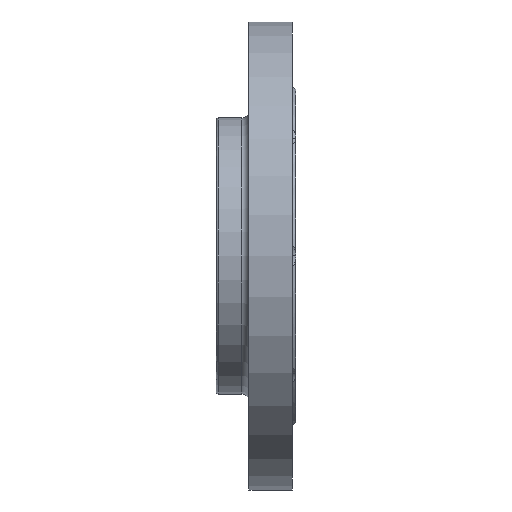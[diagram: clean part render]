
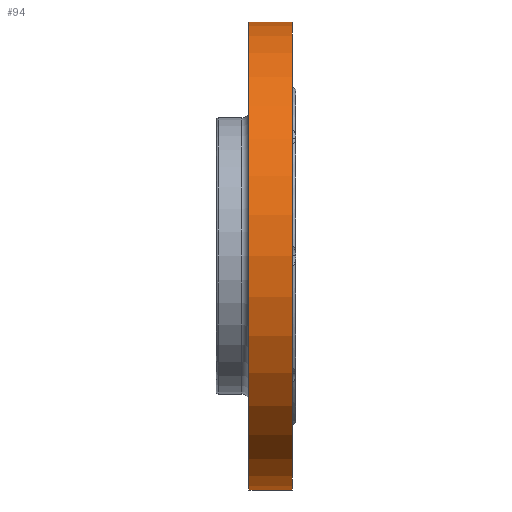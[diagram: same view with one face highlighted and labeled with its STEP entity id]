
A CAD part, left-side view. The second image highlights one B-rep face of the part: STEP entity #94.
In plain terms, the highlighted cylindrical face has radius 100 mm (diameter 200 mm), a partial arc.
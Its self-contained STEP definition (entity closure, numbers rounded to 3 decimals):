
#7 = CARTESIAN_POINT ( 'NONE',  ( 0., 20., 0. ) ) ;
#27 = VERTEX_POINT ( 'NONE', #1332 ) ;
#34 = VECTOR ( 'NONE', #392, 1000. ) ;
#41 = EDGE_CURVE ( 'NONE', #90, #1487, #1568, .T. ) ;
#90 = VERTEX_POINT ( 'NONE', #852 ) ;
#94 = ADVANCED_FACE ( 'NONE', ( #1359 ), #1610, .T. ) ;
#139 = VERTEX_POINT ( 'NONE', #489 ) ;
#252 = ORIENTED_EDGE ( 'NONE', *, *, #518, .T. ) ;
#269 = DIRECTION ( 'NONE',  ( 0., 0., 1. ) ) ;
#392 = DIRECTION ( 'NONE',  ( 0., 1., 0. ) ) ;
#403 = CIRCLE ( 'NONE', #1328, 100. ) ;
#414 = DIRECTION ( 'NONE',  ( 0., 1., 0. ) ) ;
#467 = CARTESIAN_POINT ( 'NONE',  ( 0., 84.699, 100. ) ) ;
#489 = CARTESIAN_POINT ( 'NONE',  ( 0., 1.5, -100. ) ) ;
#506 = ORIENTED_EDGE ( 'NONE', *, *, #41, .T. ) ;
#518 = EDGE_CURVE ( 'NONE', #139, #90, #403, .T. ) ;
#522 = DIRECTION ( 'NONE',  ( 0., 0., 1. ) ) ;
#601 = DIRECTION ( 'NONE',  ( 0., 1., 0. ) ) ;
#641 = DIRECTION ( 'NONE',  ( 0., 0., 1. ) ) ;
#659 = CARTESIAN_POINT ( 'NONE',  ( 0., 1.5, 0. ) ) ;
#756 = CARTESIAN_POINT ( 'NONE',  ( 0., 84.699, 0. ) ) ;
#852 = CARTESIAN_POINT ( 'NONE',  ( 0., 1.5, 100. ) ) ;
#874 = ORIENTED_EDGE ( 'NONE', *, *, #974, .F. ) ;
#915 = CARTESIAN_POINT ( 'NONE',  ( 0., 20., 100. ) ) ;
#920 = EDGE_LOOP ( 'NONE', ( #1210, #252, #506, #874 ) ) ;
#935 = AXIS2_PLACEMENT_3D ( 'NONE', #7, #1006, #269 ) ;
#974 = EDGE_CURVE ( 'NONE', #27, #1487, #1429, .T. ) ;
#992 = DIRECTION ( 'NONE',  ( 0., 1., 0. ) ) ;
#1006 = DIRECTION ( 'NONE',  ( 0., 1., 0. ) ) ;
#1122 = LINE ( 'NONE', #1612, #34 ) ;
#1126 = AXIS2_PLACEMENT_3D ( 'NONE', #756, #992, #641 ) ;
#1210 = ORIENTED_EDGE ( 'NONE', *, *, #1389, .F. ) ;
#1328 = AXIS2_PLACEMENT_3D ( 'NONE', #659, #414, #522 ) ;
#1332 = CARTESIAN_POINT ( 'NONE',  ( 0., 20., -100. ) ) ;
#1359 = FACE_OUTER_BOUND ( 'NONE', #920, .T. ) ;
#1389 = EDGE_CURVE ( 'NONE', #139, #27, #1122, .T. ) ;
#1429 = CIRCLE ( 'NONE', #935, 100. ) ;
#1487 = VERTEX_POINT ( 'NONE', #915 ) ;
#1565 = VECTOR ( 'NONE', #601, 1000. ) ;
#1568 = LINE ( 'NONE', #467, #1565 ) ;
#1610 = CYLINDRICAL_SURFACE ( 'NONE', #1126, 100. ) ;
#1612 = CARTESIAN_POINT ( 'NONE',  ( 0., 84.699, -100. ) ) ;
